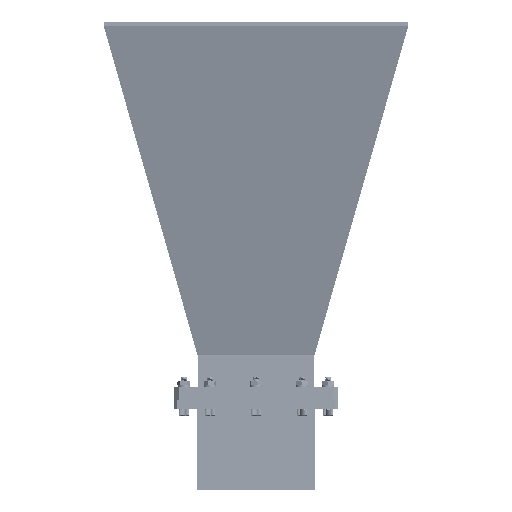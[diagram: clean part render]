
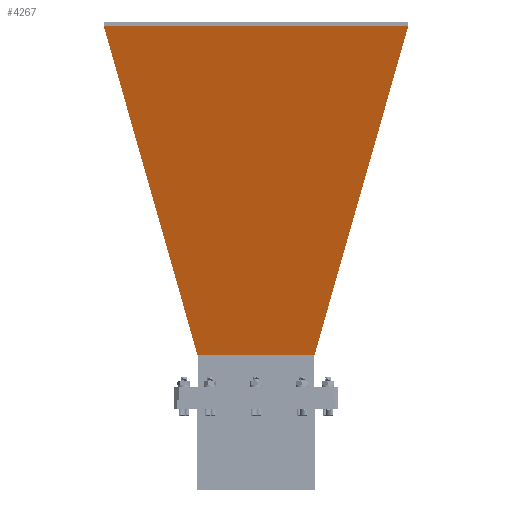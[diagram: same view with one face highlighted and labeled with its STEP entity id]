
A CAD part, front view. The second image highlights one B-rep face of the part: STEP entity #4267.
In plain terms, the highlighted face is planar.
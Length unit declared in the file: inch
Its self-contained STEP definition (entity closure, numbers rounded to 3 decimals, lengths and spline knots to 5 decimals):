
#169 = CARTESIAN_POINT ( 'NONE',  ( -2.74856, 0., 8.39076 ) ) ;
#646 = VERTEX_POINT ( 'NONE', #2295 ) ;
#711 = CARTESIAN_POINT ( 'NONE',  ( -4.27464, -5.90288, 14.70559 ) ) ;
#763 = VECTOR ( 'NONE', #6585, 39.37008 ) ;
#1361 = CARTESIAN_POINT ( 'NONE',  ( -1.19311, 0., 1.95443 ) ) ;
#1686 = VERTEX_POINT ( 'NONE', #15557 ) ;
#1902 = AXIS2_PLACEMENT_3D ( 'NONE', #169, #14716, #10825 ) ;
#2006 = LINE ( 'NONE', #2091, #14713 ) ;
#2091 = CARTESIAN_POINT ( 'NONE',  ( -4.27464, 0., 14.70559 ) ) ;
#2295 = CARTESIAN_POINT ( 'NONE',  ( -4.27464, -5.90288, 14.70559 ) ) ;
#3198 = CARTESIAN_POINT ( 'NONE',  ( -1.19311, 2.2688, 1.95443 ) ) ;
#4141 = LINE ( 'NONE', #3198, #4458 ) ;
#4267 = ADVANCED_FACE ( 'NONE', ( #10569 ), #11763, .T. ) ;
#4458 = VECTOR ( 'NONE', #9358, 39.37008 ) ;
#4910 = EDGE_CURVE ( 'NONE', #646, #8661, #2006, .T. ) ;
#5755 = CARTESIAN_POINT ( 'NONE',  ( -4.27464, 5.90288, 14.70559 ) ) ;
#6184 = VECTOR ( 'NONE', #11039, 39.37008 ) ;
#6585 = DIRECTION ( 'NONE',  ( 0., -1., 0. ) ) ;
#8661 = VERTEX_POINT ( 'NONE', #5755 ) ;
#8959 = EDGE_CURVE ( 'NONE', #646, #12548, #13560, .T. ) ;
#9358 = DIRECTION ( 'NONE',  ( -0.226, 0.267, 0.937 ) ) ;
#10312 = ORIENTED_EDGE ( 'NONE', *, *, #13779, .F. ) ;
#10569 = FACE_OUTER_BOUND ( 'NONE', #15515, .T. ) ;
#10734 = ORIENTED_EDGE ( 'NONE', *, *, #4910, .T. ) ;
#10825 = DIRECTION ( 'NONE',  ( -0.235, 0., 0.972 ) ) ;
#11039 = DIRECTION ( 'NONE',  ( 0.226, 0.267, -0.937 ) ) ;
#11763 = PLANE ( 'NONE',  #1902 ) ;
#12186 = CARTESIAN_POINT ( 'NONE',  ( -1.19311, -2.2688, 1.95443 ) ) ;
#12451 = EDGE_CURVE ( 'NONE', #1686, #12548, #15486, .T. ) ;
#12548 = VERTEX_POINT ( 'NONE', #12186 ) ;
#13560 = LINE ( 'NONE', #711, #6184 ) ;
#13779 = EDGE_CURVE ( 'NONE', #1686, #8661, #4141, .T. ) ;
#14713 = VECTOR ( 'NONE', #16363, 39.37008 ) ;
#14716 = DIRECTION ( 'NONE',  ( -0.972, 0., -0.235 ) ) ;
#15043 = ORIENTED_EDGE ( 'NONE', *, *, #8959, .F. ) ;
#15486 = LINE ( 'NONE', #1361, #763 ) ;
#15515 = EDGE_LOOP ( 'NONE', ( #15583, #15043, #10734, #10312 ) ) ;
#15557 = CARTESIAN_POINT ( 'NONE',  ( -1.19311, 2.2688, 1.95443 ) ) ;
#15583 = ORIENTED_EDGE ( 'NONE', *, *, #12451, .T. ) ;
#16363 = DIRECTION ( 'NONE',  ( 0., 1., 0. ) ) ;
